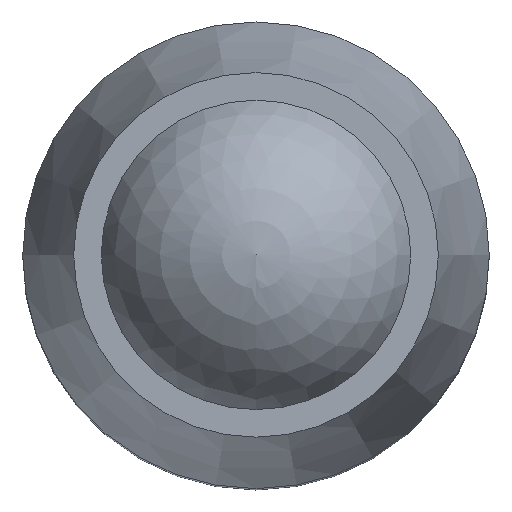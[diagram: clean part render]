
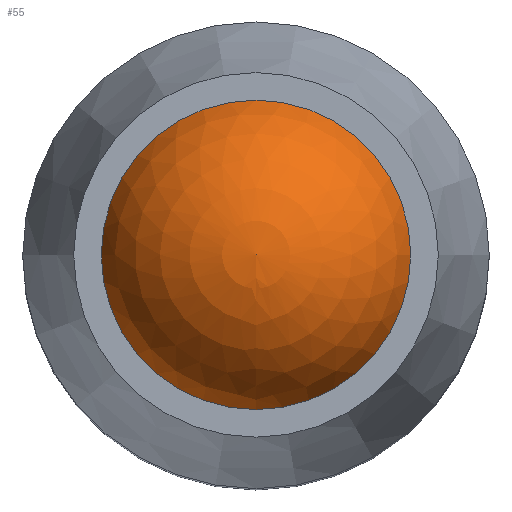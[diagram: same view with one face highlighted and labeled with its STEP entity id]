
A CAD part, top view. The second image highlights one B-rep face of the part: STEP entity #55.
In plain terms, the highlighted spherical face has radius 2.778 mm.
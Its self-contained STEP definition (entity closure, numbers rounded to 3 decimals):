
#55 = ADVANCED_FACE( '', ( #119, #120 ), #121, .T. );
#119 = FACE_BOUND( '', #190, .T. );
#120 = FACE_OUTER_BOUND( '', #191, .T. );
#121 = SPHERICAL_SURFACE( '', #192, 2.778 );
#190 = VERTEX_LOOP( '', #275 );
#191 = EDGE_LOOP( '', ( #276 ) );
#192 = AXIS2_PLACEMENT_3D( '', #277, #278, #279 );
#275 = VERTEX_POINT( '', #403 );
#276 = ORIENTED_EDGE( '', *, *, #382, .T. );
#277 = CARTESIAN_POINT( '', ( 0., 0., 17.225 ) );
#278 = DIRECTION( '', ( 0., 0., 1. ) );
#279 = DIRECTION( '', ( 0., -1., 0. ) );
#382 = EDGE_CURVE( '', #438, #438, #439, .T. );
#403 = CARTESIAN_POINT( '', ( 0., 0., 20.003 ) );
#438 = VERTEX_POINT( '', #515 );
#439 = CIRCLE( '', #516, 2.653 );
#515 = CARTESIAN_POINT( '', ( 2.653, 0., 18.05 ) );
#516 = AXIS2_PLACEMENT_3D( '', #615, #616, #617 );
#615 = CARTESIAN_POINT( '', ( 0., 0., 18.05 ) );
#616 = DIRECTION( '', ( 0., 0., 1. ) );
#617 = DIRECTION( '', ( 1., 0., 0. ) );
